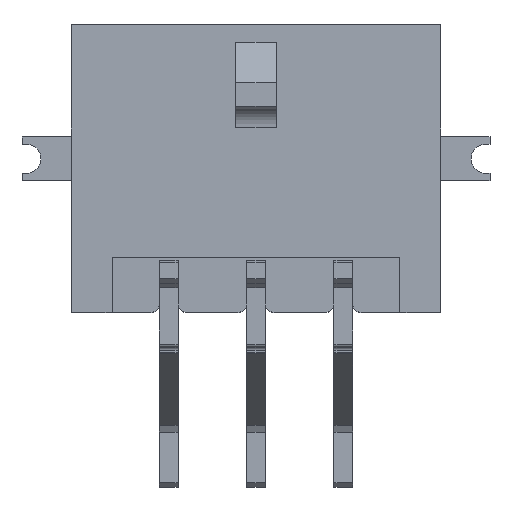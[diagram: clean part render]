
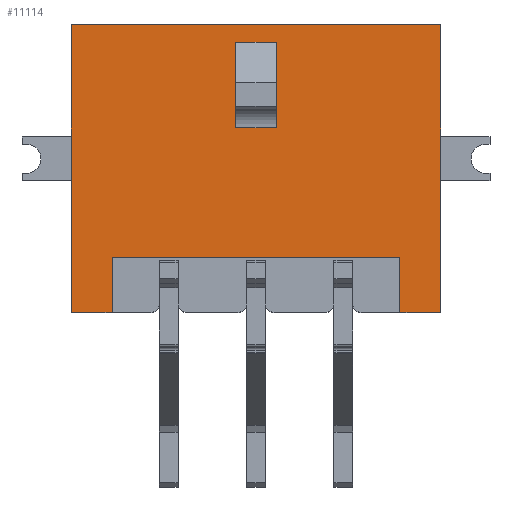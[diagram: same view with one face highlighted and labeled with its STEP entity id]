
A CAD part, top view. The second image highlights one B-rep face of the part: STEP entity #11114.
In plain terms, the highlighted planar face has unit normal (0, 0, 1).
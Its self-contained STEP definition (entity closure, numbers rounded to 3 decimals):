
#902=ORIENTED_EDGE('',*,*,#2836,.F.);
#903=ORIENTED_EDGE('',*,*,#3093,.F.);
#904=ORIENTED_EDGE('',*,*,#3094,.T.);
#905=ORIENTED_EDGE('',*,*,#3095,.T.);
#906=ORIENTED_EDGE('',*,*,#3096,.F.);
#907=ORIENTED_EDGE('',*,*,#3097,.F.);
#908=ORIENTED_EDGE('',*,*,#2831,.F.);
#909=ORIENTED_EDGE('',*,*,#2834,.F.);
#910=ORIENTED_EDGE('',*,*,#2802,.F.);
#911=ORIENTED_EDGE('',*,*,#2799,.F.);
#912=ORIENTED_EDGE('',*,*,#2806,.T.);
#913=ORIENTED_EDGE('',*,*,#2812,.T.);
#2799=EDGE_CURVE('',#3970,#3971,#4754,.T.);
#2802=EDGE_CURVE('',#3971,#3973,#4756,.T.);
#2806=EDGE_CURVE('',#3970,#3976,#4760,.T.);
#2812=EDGE_CURVE('',#3976,#3973,#4766,.T.);
#2831=EDGE_CURVE('',#3993,#3994,#4779,.T.);
#2834=EDGE_CURVE('',#3995,#3993,#4782,.T.);
#2836=EDGE_CURVE('',#3996,#3995,#4784,.T.);
#3093=EDGE_CURVE('',#4166,#3996,#5031,.T.);
#3094=EDGE_CURVE('',#4166,#4167,#5032,.T.);
#3095=EDGE_CURVE('',#4167,#4168,#5033,.T.);
#3096=EDGE_CURVE('',#4169,#4168,#5034,.T.);
#3097=EDGE_CURVE('',#3994,#4169,#5035,.T.);
#3970=VERTEX_POINT('',#14655);
#3971=VERTEX_POINT('',#14657);
#3973=VERTEX_POINT('',#14663);
#3976=VERTEX_POINT('',#14671);
#3993=VERTEX_POINT('',#14718);
#3994=VERTEX_POINT('',#14719);
#3995=VERTEX_POINT('',#14724);
#3996=VERTEX_POINT('',#14728);
#4166=VERTEX_POINT('',#15224);
#4167=VERTEX_POINT('',#15226);
#4168=VERTEX_POINT('',#15228);
#4169=VERTEX_POINT('',#15230);
#4754=LINE('',#14656,#5862);
#4756=LINE('',#14662,#5864);
#4760=LINE('',#14670,#5868);
#4766=LINE('',#14682,#5874);
#4779=LINE('',#14717,#5887);
#4782=LINE('',#14723,#5890);
#4784=LINE('',#14727,#5892);
#5031=LINE('',#15223,#6139);
#5032=LINE('',#15225,#6140);
#5033=LINE('',#15227,#6141);
#5034=LINE('',#15229,#6142);
#5035=LINE('',#15231,#6143);
#5862=VECTOR('',#12318,1000.);
#5864=VECTOR('',#12324,1000.);
#5868=VECTOR('',#12330,1000.);
#5874=VECTOR('',#12342,1000.);
#5887=VECTOR('',#12371,1000.);
#5890=VECTOR('',#12376,1000.);
#5892=VECTOR('',#12380,1000.);
#6139=VECTOR('',#12785,1000.);
#6140=VECTOR('',#12786,1000.);
#6141=VECTOR('',#12787,1000.);
#6142=VECTOR('',#12788,1000.);
#6143=VECTOR('',#12789,1000.);
#6828=EDGE_LOOP('',(#902,#903,#904,#905,#906,#907,#908,#909));
#6829=EDGE_LOOP('',(#910,#911,#912,#913));
#7276=FACE_BOUND('',#6828,.T.);
#7277=FACE_BOUND('',#6829,.T.);
#7717=PLANE('',#11568);
#11114=ADVANCED_FACE('',(#7276,#7277),#7717,.T.);
#11568=AXIS2_PLACEMENT_3D('',#15222,#12783,#12784);
#12318=DIRECTION('',(0.,-1.,0.));
#12324=DIRECTION('',(1.,0.,0.));
#12330=DIRECTION('',(1.,0.,0.));
#12342=DIRECTION('',(0.,-1.,0.));
#12371=DIRECTION('',(-1.,0.,0.));
#12376=DIRECTION('',(0.,1.,0.));
#12380=DIRECTION('',(1.,0.,0.));
#12783=DIRECTION('',(0.,0.,1.));
#12784=DIRECTION('',(1.,0.,0.));
#12785=DIRECTION('',(0.,1.,0.));
#12786=DIRECTION('',(1.,0.,0.));
#12787=DIRECTION('',(0.,1.,0.));
#12788=DIRECTION('',(1.,0.,0.));
#12789=DIRECTION('',(0.,1.,0.));
#14655=CARTESIAN_POINT('',(-3.55,7.05,6.86));
#14656=CARTESIAN_POINT('',(-3.55,7.05,6.86));
#14657=CARTESIAN_POINT('',(-3.55,5.65,6.86));
#14662=CARTESIAN_POINT('',(-2.8,5.65,6.86));
#14663=CARTESIAN_POINT('',(-0.6,5.65,6.86));
#14670=CARTESIAN_POINT('',(-2.8,7.05,6.86));
#14671=CARTESIAN_POINT('',(-0.6,7.05,6.86));
#14682=CARTESIAN_POINT('',(-0.6,7.05,6.86));
#14717=CARTESIAN_POINT('',(-8.,11.3,6.86));
#14718=CARTESIAN_POINT('',(-8.,11.3,6.86));
#14719=CARTESIAN_POINT('',(-9.9,11.3,6.86));
#14723=CARTESIAN_POINT('',(-8.,1.4,6.86));
#14724=CARTESIAN_POINT('',(-8.,1.4,6.86));
#14727=CARTESIAN_POINT('',(-9.9,1.4,6.86));
#14728=CARTESIAN_POINT('',(-9.9,1.4,6.86));
#15222=CARTESIAN_POINT('',(-9.9,0.,6.86));
#15223=CARTESIAN_POINT('',(-9.9,0.,6.86));
#15224=CARTESIAN_POINT('',(-9.9,0.,6.86));
#15225=CARTESIAN_POINT('',(-9.9,0.,6.86));
#15226=CARTESIAN_POINT('',(0.,0.,6.86));
#15227=CARTESIAN_POINT('',(0.,0.,6.86));
#15228=CARTESIAN_POINT('',(0.,12.7,6.86));
#15229=CARTESIAN_POINT('',(-9.9,12.7,6.86));
#15230=CARTESIAN_POINT('',(-9.9,12.7,6.86));
#15231=CARTESIAN_POINT('',(-9.9,0.,6.86));
